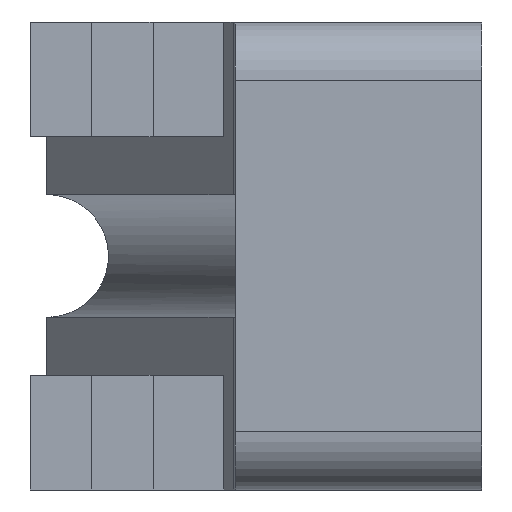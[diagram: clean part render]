
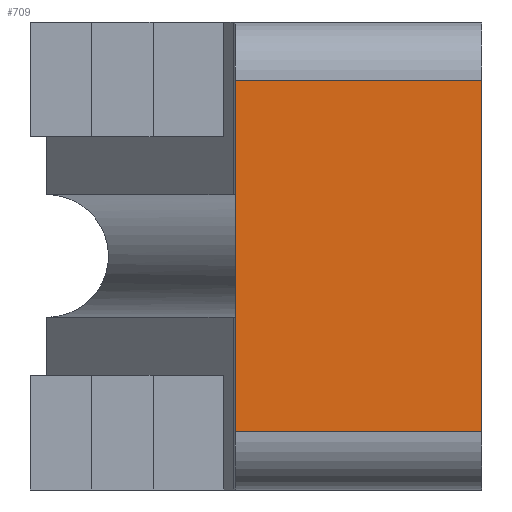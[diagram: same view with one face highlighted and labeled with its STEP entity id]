
A CAD part, left-side view. The second image highlights one B-rep face of the part: STEP entity #709.
In plain terms, the highlighted planar face has unit normal (-1, 0, 0).
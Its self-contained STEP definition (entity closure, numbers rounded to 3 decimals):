
#67=FACE_OUTER_BOUND('',#104,.T.);
#104=EDGE_LOOP('',(#561,#562,#563,#564));
#185=LINE('',#1125,#268);
#186=LINE('',#1128,#269);
#187=LINE('',#1130,#270);
#188=LINE('',#1131,#271);
#268=VECTOR('',#908,10.);
#269=VECTOR('',#911,10.);
#270=VECTOR('',#912,10.);
#271=VECTOR('',#913,10.);
#334=VERTEX_POINT('',#1118);
#337=VERTEX_POINT('',#1123);
#338=VERTEX_POINT('',#1127);
#339=VERTEX_POINT('',#1129);
#422=EDGE_CURVE('',#337,#334,#185,.T.);
#423=EDGE_CURVE('',#337,#338,#186,.F.);
#424=EDGE_CURVE('',#339,#338,#187,.T.);
#425=EDGE_CURVE('',#334,#339,#188,.T.);
#561=ORIENTED_EDGE('',*,*,#422,.F.);
#562=ORIENTED_EDGE('',*,*,#423,.T.);
#563=ORIENTED_EDGE('',*,*,#424,.F.);
#564=ORIENTED_EDGE('',*,*,#425,.F.);
#681=PLANE('',#764);
#709=ADVANCED_FACE('',(#67),#681,.T.);
#764=AXIS2_PLACEMENT_3D('',#1126,#909,#910);
#908=DIRECTION('',(0.,1.,0.));
#909=DIRECTION('center_axis',(-1.,0.,0.));
#910=DIRECTION('ref_axis',(0.,1.,0.));
#911=DIRECTION('',(0.,0.,-1.));
#912=DIRECTION('',(0.,-1.,0.));
#913=DIRECTION('',(0.,0.,1.));
#1118=CARTESIAN_POINT('',(0.,0.,-15.));
#1123=CARTESIAN_POINT('',(0.,-21.09,-15.));
#1125=CARTESIAN_POINT('',(0.,-19.286,-15.));
#1126=CARTESIAN_POINT('Origin',(0.,-31.09,0.));
#1127=CARTESIAN_POINT('',(0.,-21.09,15.));
#1128=CARTESIAN_POINT('',(0.,-21.09,0.));
#1129=CARTESIAN_POINT('',(0.,0.,15.));
#1130=CARTESIAN_POINT('',(0.,-19.286,15.));
#1131=CARTESIAN_POINT('',(0.,0.,0.));
